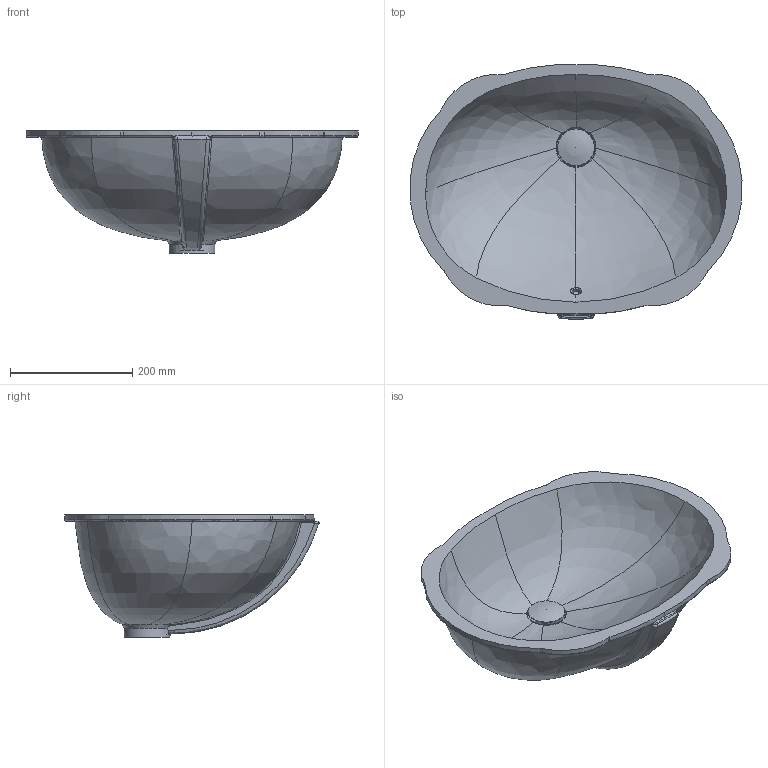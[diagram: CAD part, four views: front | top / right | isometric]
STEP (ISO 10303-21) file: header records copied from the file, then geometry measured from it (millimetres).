
FILE_DESCRIPTION((''),'2;1');
FILE_NAME('046651.stp','2008-02-04T13:23:02',('Huebner'),(''),'Autodesk Inventor 11','Autodesk Inventor 11','');
FILE_SCHEMA(('AUTOMOTIVE_DESIGN { 1 0 10303 214 1 1 1 1 }'));
Length unit declared in the file: millimetre
Products named in the file (4): 046651; Kelch; Stopfen
Assembly tree (3 placements, depth 2):
  046651
    046651
    Kelch
    Stopfen
Bounding box: 544.01 x 416.92 x 200 mm (x, y, z)
Volume: 7519348.9 mm3; surface area: 614037.1 mm2
Topology: 3 solids, 3 shells, 134 faces, 343 edges, 215 vertices
Faces by surface type: bspline 50, cylinder 36, plane 22, torus 22, cone 4
Full cylindrical faces by diameter (mm): 13.974 x1, 42 x1, 44 x1, 52 x1, 60 x1, 75 x1
Entity records: 9463 total; most frequent: CARTESIAN_POINT 6467, ORIENTED_EDGE 648, DIRECTION 544, EDGE_CURVE 324, AXIS2_PLACEMENT_3D 241, VERTEX_POINT 208, EDGE_LOOP 150, CIRCLE 148
